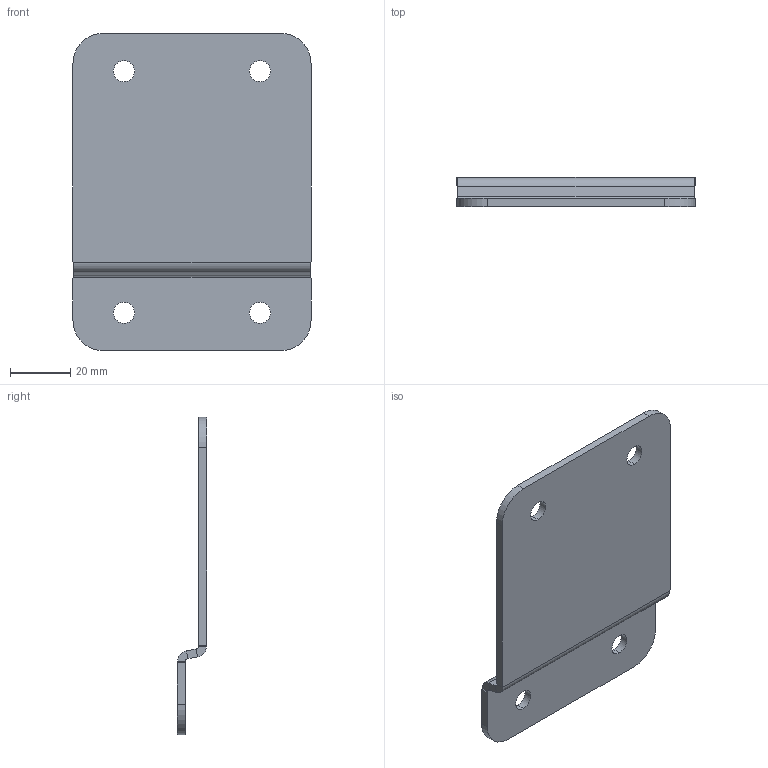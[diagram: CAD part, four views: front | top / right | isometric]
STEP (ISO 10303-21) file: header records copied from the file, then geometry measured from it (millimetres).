
FILE_DESCRIPTION((''),'2;1');
FILE_NAME('183656_ASM','2015-01-26T',('pdmadmin'),(''),'PRO/ENGINEER BY PARAMETRIC TECHNOLOGY CORPORATION, 2013230','PRO/ENGINEER BY PARAMETRIC TECHNOLOGY CORPORATION, 2013230','');
FILE_SCHEMA(('CONFIG_CONTROL_DESIGN'));
Length unit declared in the file: millimetre
Products named in the file (2): 183047; 183656_ASM
Assembly tree (1 placements, depth 2):
  183656_ASM
    183047
Bounding box: 78.8 x 9.65 x 105 mm (x, y, z)
Volume: 22227.8 mm3; surface area: 17962.8 mm2
Topology: 1 solids, 1 shells, 42 faces, 104 edges, 64 vertices
Faces by surface type: plane 22, cylinder 16, bspline 4
Entity records: 1416 total; most frequent: CARTESIAN_POINT 354, ORIENTED_EDGE 208, DIRECTION 202, EDGE_CURVE 104, AXIS2_PLACEMENT_3D 69, VECTOR 64, LINE 64, VERTEX_POINT 64
